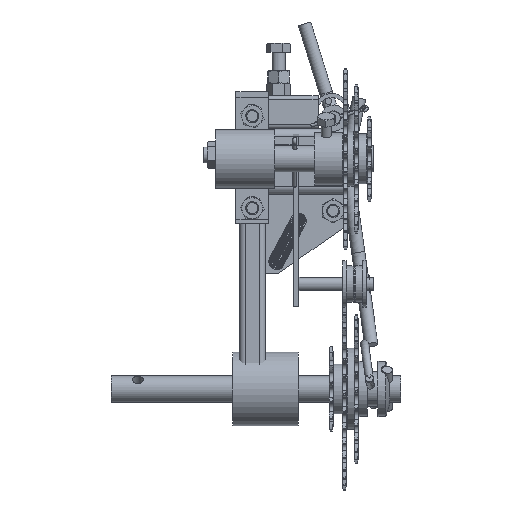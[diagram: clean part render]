
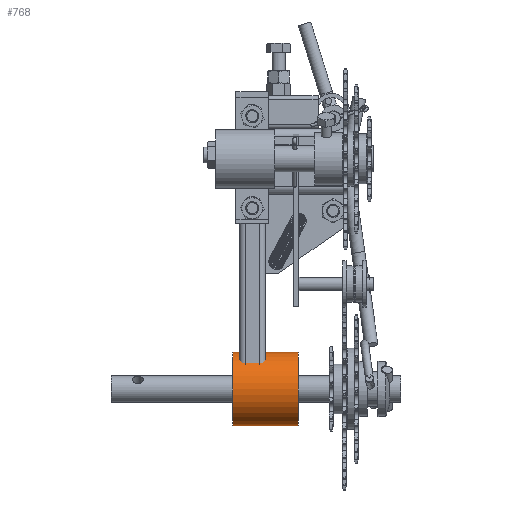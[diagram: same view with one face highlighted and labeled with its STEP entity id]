
A CAD part, left-side view. The second image highlights one B-rep face of the part: STEP entity #768.
In plain terms, the highlighted cylindrical face has radius 28 mm (diameter 56 mm), a full revolution.
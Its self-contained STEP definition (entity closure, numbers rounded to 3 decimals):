
#741=CARTESIAN_POINT('',(28.0,105.0,-178.0));
#742=VERTEX_POINT('',#741);
#743=CARTESIAN_POINT('',(-0.0,105.0,-178.0));
#744=DIRECTION('',(-0.0,-1.0,-0.0));
#745=DIRECTION('',(1.0,-0.0,-0.0));
#746=AXIS2_PLACEMENT_3D('',#743,#744,#745);
#747=CIRCLE('',#746,28.0);
#748=EDGE_CURVE('n� 4',#742,#742,#747,.T.);
#749=ORIENTED_EDGE('',*,*,#748,.F.);
#750=EDGE_LOOP('',(#749));
#751=FACE_OUTER_BOUND('',#750,.T.);
#752=CARTESIAN_POINT('',(28.0,155.0,-178.0));
#753=VERTEX_POINT('',#752);
#754=CARTESIAN_POINT('',(0.0,155.0,-178.0));
#755=DIRECTION('',(-0.0,-1.0,-0.0));
#756=DIRECTION('',(1.0,-0.0,-0.0));
#757=AXIS2_PLACEMENT_3D('',#754,#755,#756);
#758=CIRCLE('',#757,28.0);
#759=EDGE_CURVE('n� 75',#753,#753,#758,.T.);
#760=ORIENTED_EDGE('',*,*,#759,.T.);
#761=EDGE_LOOP('',(#760));
#762=FACE_BOUND('',#761,.T.);
#763=CARTESIAN_POINT('',(-0.0,105.0,-178.0));
#764=DIRECTION('',(0.0,1.0,0.0));
#765=DIRECTION('',(1.0,-0.0,-0.0));
#766=AXIS2_PLACEMENT_3D('',#763,#764,#765);
#767=CYLINDRICAL_SURFACE('',#766,28.0);
#768=ADVANCED_FACE('n� 25',(#751,#762),#767,.T.);
